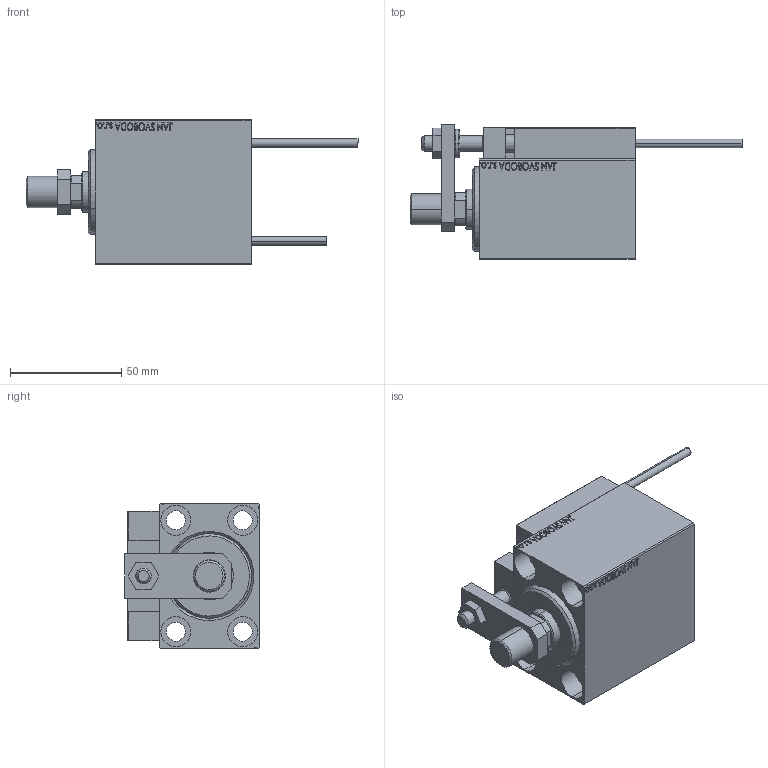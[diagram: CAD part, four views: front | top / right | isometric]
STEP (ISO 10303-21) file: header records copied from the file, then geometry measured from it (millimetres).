
FILE_DESCRIPTION (( 'STEP AP203' ), '1' );
FILE_NAME ('f26e.STEP', '2024-04-24T06:20:28', ( '' ), ( '' ), 'SwSTEP 2.0', 'SolidWorks 2019', '' );
FILE_SCHEMA (( 'CONFIG_CONTROL_DESIGN' ));
Length unit declared in the file: millimetre
Products named in the file (16): ALLEN BOLT D5 a99fd199212519e8a3bf6bc2ff3b8acf; ALLEN BOLT D8 a99fd199212519e8a3bf6bc2ff3b8acf; V450CM_MALE_METRIC a99fd199212519e8a3bf6bc2ff3b8acf; V450CM_VC_B a99fd199212519e8a3bf6bc2ff3b8acf; V450CM_C_VCP a99fd199212519e8a3bf6bc2ff3b8acf; f26e; SWITCH X a99fd199212519e8a3bf6bc2ff3b8acf; SWITCH DIM B,W a99fd199212519e8a3bf6bc2ff3b8acf; NUT_D12 a99fd199212519e8a3bf6bc2ff3b8acf; TYC_L79 a99fd199212519e8a3bf6bc2ff3b8acf; Block a99fd199212519e8a3bf6bc2ff3b8acf; KONCOVKA a99fd199212519e8a3bf6bc2ff3b8acf; MAGNET a99fd199212519e8a3bf6bc2ff3b8acf; V450CM_C_Body a99fd199212519e8a3bf6bc2ff3b8acf; ZARAZKA a99fd199212519e8a3bf6bc2ff3b8acf; SWITCH_X_FRONT_BACK a99fd199212519e8a3bf6bc2ff3b8acf
Assembly tree (25 placements, depth 3):
  f26e
    V450CM_C_Body a99fd199212519e8a3bf6bc2ff3b8acf
    SWITCH X a99fd199212519e8a3bf6bc2ff3b8acf
      SWITCH_X_FRONT_BACK a99fd199212519e8a3bf6bc2ff3b8acf  x2
      TYC_L79 a99fd199212519e8a3bf6bc2ff3b8acf
      Block a99fd199212519e8a3bf6bc2ff3b8acf  x2
      ALLEN BOLT D5 a99fd199212519e8a3bf6bc2ff3b8acf  x4
      ALLEN BOLT D8 a99fd199212519e8a3bf6bc2ff3b8acf  x4
      MAGNET a99fd199212519e8a3bf6bc2ff3b8acf  x2
      KONCOVKA a99fd199212519e8a3bf6bc2ff3b8acf  x2
    NUT_D12 a99fd199212519e8a3bf6bc2ff3b8acf
    SWITCH DIM B,W a99fd199212519e8a3bf6bc2ff3b8acf
    ZARAZKA a99fd199212519e8a3bf6bc2ff3b8acf
    V450CM_C_VCP a99fd199212519e8a3bf6bc2ff3b8acf
    V450CM_VC_B a99fd199212519e8a3bf6bc2ff3b8acf
    V450CM_MALE_METRIC a99fd199212519e8a3bf6bc2ff3b8acf
Bounding box: 149 x 60.5 x 65 mm (x, y, z)
Volume: 226080.4 mm3; surface area: 70361.2 mm2
Topology: 24 solids, 24 shells, 1295 faces, 3094 edges, 1977 vertices
Faces by surface type: plane 563, bspline 380, cylinder 192, cone 110, torus 46, sphere 4
Entity records: 50732 total; most frequent: CARTESIAN_POINT 26076, ORIENTED_EDGE 5208, DIRECTION 3528, EDGE_CURVE 2604, VERTEX_POINT 1701, VECTOR 1494, LINE 1494, EDGE_LOOP 1207
